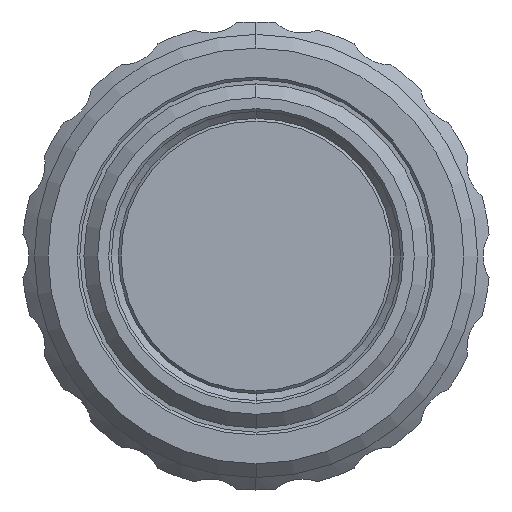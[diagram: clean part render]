
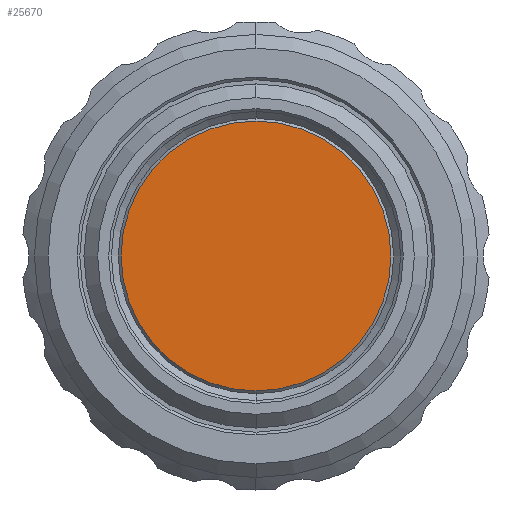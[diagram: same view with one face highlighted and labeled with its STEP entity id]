
A CAD part, front view. The second image highlights one B-rep face of the part: STEP entity #25670.
In plain terms, the highlighted planar face has unit normal (0, -1, 0).
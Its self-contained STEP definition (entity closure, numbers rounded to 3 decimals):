
#11650=CARTESIAN_POINT('',(0.,-65.1,
-9.8));
#11660=VERTEX_POINT('',#11650);
#11710=CARTESIAN_POINT('',(0.,-65.1,0.));
#11720=DIRECTION('',(0.,1.,0.));
#11730=DIRECTION('',(0.,0.,-1.));
#11740=AXIS2_PLACEMENT_3D('',#11710,#11720,#11730);
#11750=CIRCLE('',#11740,9.8);
#11760=CARTESIAN_POINT('',(0.,-65.1,
9.8));
#11770=VERTEX_POINT('',#11760);
#11780=EDGE_CURVE('',#11770,#11660,#11750,.T.);
#25570=CARTESIAN_POINT('',(0.,-65.1,0.));
#25580=DIRECTION('',(0.,-1.,0.));
#25590=DIRECTION('',(0.,0.,1.));
#25600=AXIS2_PLACEMENT_3D('',#25570,#25580,#25590);
#25610=PLANE('',#25600);
#25620=ORIENTED_EDGE('',*,*,#11780,.F.);
#25630=EDGE_CURVE('',#11660,#11770,#11750,.T.);
#25640=ORIENTED_EDGE('',*,*,#25630,.F.);
#25650=EDGE_LOOP('',(#25640,#25620));
#25660=FACE_OUTER_BOUND('',#25650,.T.);
#25670=ADVANCED_FACE('',(#25660),#25610,.T.);
